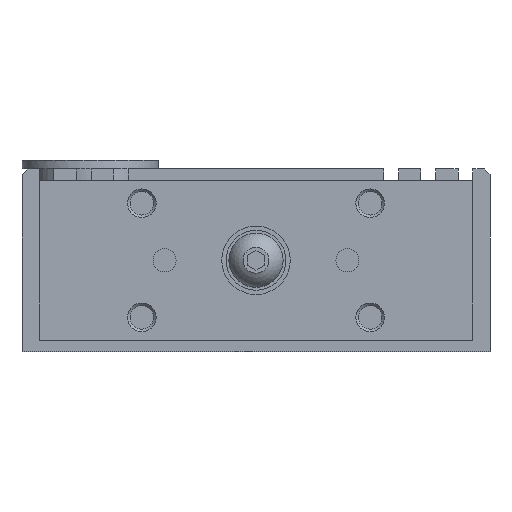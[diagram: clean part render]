
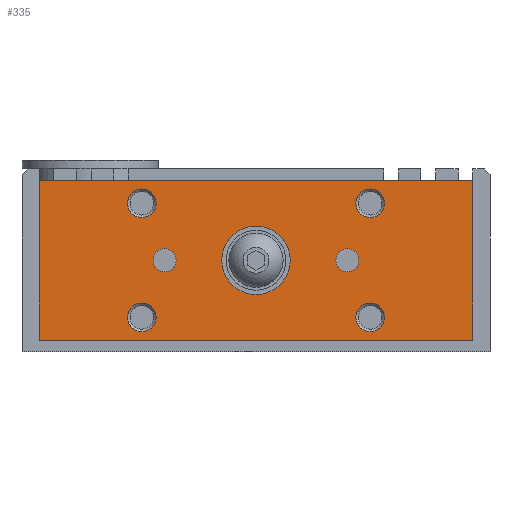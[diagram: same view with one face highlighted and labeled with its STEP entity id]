
A CAD part, left-side view. The second image highlights one B-rep face of the part: STEP entity #335.
In plain terms, the highlighted planar face has unit normal (-1, 0, 0).
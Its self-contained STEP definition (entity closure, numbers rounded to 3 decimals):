
#335 = ADVANCED_FACE( '', ( #848, #849, #850, #851, #852, #853, #854, #855 ), #856, .F. );
#848 = FACE_BOUND( '', #1622, .T. );
#849 = FACE_BOUND( '', #1623, .T. );
#850 = FACE_BOUND( '', #1624, .T. );
#851 = FACE_BOUND( '', #1625, .T. );
#852 = FACE_BOUND( '', #1626, .T. );
#853 = FACE_BOUND( '', #1627, .T. );
#854 = FACE_BOUND( '', #1628, .T. );
#855 = FACE_OUTER_BOUND( '', #1629, .T. );
#856 = PLANE( '', #1630 );
#1622 = EDGE_LOOP( '', ( #2559 ) );
#1623 = EDGE_LOOP( '', ( #2560 ) );
#1624 = EDGE_LOOP( '', ( #2561 ) );
#1625 = EDGE_LOOP( '', ( #2562 ) );
#1626 = EDGE_LOOP( '', ( #2563 ) );
#1627 = EDGE_LOOP( '', ( #2564 ) );
#1628 = EDGE_LOOP( '', ( #2565 ) );
#1629 = EDGE_LOOP( '', ( #2566, #2567, #2568, #2569 ) );
#1630 = AXIS2_PLACEMENT_3D( '', #2570, #2571, #2572 );
#2559 = ORIENTED_EDGE( '', *, *, #4028, .F. );
#2560 = ORIENTED_EDGE( '', *, *, #4029, .T. );
#2561 = ORIENTED_EDGE( '', *, *, #4005, .T. );
#2562 = ORIENTED_EDGE( '', *, *, #4030, .F. );
#2563 = ORIENTED_EDGE( '', *, *, #4031, .F. );
#2564 = ORIENTED_EDGE( '', *, *, #3940, .T. );
#2565 = ORIENTED_EDGE( '', *, *, #4032, .T. );
#2566 = ORIENTED_EDGE( '', *, *, #4033, .F. );
#2567 = ORIENTED_EDGE( '', *, *, #4034, .F. );
#2568 = ORIENTED_EDGE( '', *, *, #3873, .F. );
#2569 = ORIENTED_EDGE( '', *, *, #4035, .F. );
#2570 = CARTESIAN_POINT( '', ( -61., 38., 30. ) );
#2571 = DIRECTION( '', ( 1., 0., 0. ) );
#2572 = DIRECTION( '', ( 0., 0., 1. ) );
#3873 = EDGE_CURVE( '', #4504, #4506, #4507, .T. );
#3940 = EDGE_CURVE( '', #4618, #4618, #4619, .T. );
#4005 = EDGE_CURVE( '', #4725, #4725, #4726, .T. );
#4028 = EDGE_CURVE( '', #4763, #4763, #4764, .T. );
#4029 = EDGE_CURVE( '', #4765, #4765, #4766, .T. );
#4030 = EDGE_CURVE( '', #4767, #4767, #4768, .T. );
#4031 = EDGE_CURVE( '', #4769, #4769, #4770, .T. );
#4032 = EDGE_CURVE( '', #4771, #4771, #4772, .T. );
#4033 = EDGE_CURVE( '', #4773, #4774, #4775, .T. );
#4034 = EDGE_CURVE( '', #4506, #4773, #4776, .T. );
#4035 = EDGE_CURVE( '', #4774, #4504, #4777, .T. );
#4504 = VERTEX_POINT( '', #5411 );
#4506 = VERTEX_POINT( '', #5414 );
#4507 = LINE( '', #5415, #5416 );
#4618 = VERTEX_POINT( '', #5554 );
#4619 = CIRCLE( '', #5555, 2.5 );
#4725 = VERTEX_POINT( '', #5690 );
#4726 = CIRCLE( '', #5691, 2.5 );
#4763 = VERTEX_POINT( '', #5742 );
#4764 = CIRCLE( '', #5743, 2.01 );
#4765 = VERTEX_POINT( '', #5744 );
#4766 = CIRCLE( '', #5745, 2.01 );
#4767 = VERTEX_POINT( '', #5746 );
#4768 = CIRCLE( '', #5747, 2.5 );
#4769 = VERTEX_POINT( '', #5748 );
#4770 = CIRCLE( '', #5749, 2.5 );
#4771 = VERTEX_POINT( '', #5750 );
#4772 = CIRCLE( '', #5751, 6. );
#4773 = VERTEX_POINT( '', #5752 );
#4774 = VERTEX_POINT( '', #5753 );
#4775 = LINE( '', #5754, #5755 );
#4776 = LINE( '', #5756, #5757 );
#4777 = LINE( '', #5758, #5759 );
#5411 = CARTESIAN_POINT( '', ( -61., -38., 30. ) );
#5414 = CARTESIAN_POINT( '', ( -61., -38., 2. ) );
#5415 = CARTESIAN_POINT( '', ( -61., -38., 30. ) );
#5416 = VECTOR( '', #6732, 1000. );
#5554 = CARTESIAN_POINT( '', ( -61., -17.5, 26. ) );
#5555 = AXIS2_PLACEMENT_3D( '', #6823, #6824, #6825 );
#5690 = CARTESIAN_POINT( '', ( -61., 17.5, 6. ) );
#5691 = AXIS2_PLACEMENT_3D( '', #6906, #6907, #6908 );
#5742 = CARTESIAN_POINT( '', ( -61., 13.99, 16. ) );
#5743 = AXIS2_PLACEMENT_3D( '', #6929, #6930, #6931 );
#5744 = CARTESIAN_POINT( '', ( -61., -13.99, 16. ) );
#5745 = AXIS2_PLACEMENT_3D( '', #6932, #6933, #6934 );
#5746 = CARTESIAN_POINT( '', ( -61., -17.5, 6. ) );
#5747 = AXIS2_PLACEMENT_3D( '', #6935, #6936, #6937 );
#5748 = CARTESIAN_POINT( '', ( -61., 17.5, 26. ) );
#5749 = AXIS2_PLACEMENT_3D( '', #6938, #6939, #6940 );
#5750 = CARTESIAN_POINT( '', ( -61., 6., 16. ) );
#5751 = AXIS2_PLACEMENT_3D( '', #6941, #6942, #6943 );
#5752 = CARTESIAN_POINT( '', ( -61., 38., 2. ) );
#5753 = CARTESIAN_POINT( '', ( -61., 38., 30. ) );
#5754 = CARTESIAN_POINT( '', ( -61., 38., 2. ) );
#5755 = VECTOR( '', #6944, 1000. );
#5756 = CARTESIAN_POINT( '', ( -61., -38., 2. ) );
#5757 = VECTOR( '', #6945, 1000. );
#5758 = CARTESIAN_POINT( '', ( -61., 38., 30. ) );
#5759 = VECTOR( '', #6946, 1000. );
#6732 = DIRECTION( '', ( 0., 0., -1. ) );
#6823 = CARTESIAN_POINT( '', ( -61., -20., 26. ) );
#6824 = DIRECTION( '', ( 1., 0., 0. ) );
#6825 = DIRECTION( '', ( 0., 1., 0. ) );
#6906 = CARTESIAN_POINT( '', ( -61., 20., 6. ) );
#6907 = DIRECTION( '', ( 1., 0., 0. ) );
#6908 = DIRECTION( '', ( 0., -1., 0. ) );
#6929 = CARTESIAN_POINT( '', ( -61., 16., 16. ) );
#6930 = DIRECTION( '', ( -1., 0., 0. ) );
#6931 = DIRECTION( '', ( 0., -1., 0. ) );
#6932 = CARTESIAN_POINT( '', ( -61., -16., 16. ) );
#6933 = DIRECTION( '', ( 1., 0., 0. ) );
#6934 = DIRECTION( '', ( 0., 1., 0. ) );
#6935 = CARTESIAN_POINT( '', ( -61., -20., 6. ) );
#6936 = DIRECTION( '', ( -1., 0., 0. ) );
#6937 = DIRECTION( '', ( 0., 1., 0. ) );
#6938 = CARTESIAN_POINT( '', ( -61., 20., 26. ) );
#6939 = DIRECTION( '', ( -1., 0., 0. ) );
#6940 = DIRECTION( '', ( 0., -1., 0. ) );
#6941 = CARTESIAN_POINT( '', ( -61., 0., 16. ) );
#6942 = DIRECTION( '', ( 1., 0., 0. ) );
#6943 = DIRECTION( '', ( 0., 1., 0. ) );
#6944 = DIRECTION( '', ( 0., 0., 1. ) );
#6945 = DIRECTION( '', ( 0., 1., 0. ) );
#6946 = DIRECTION( '', ( 0., -1., 0. ) );
